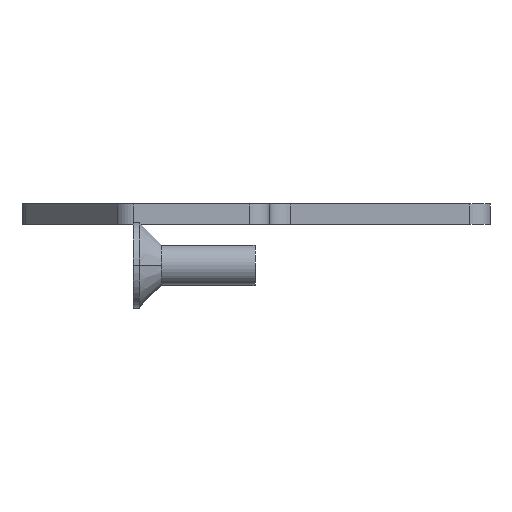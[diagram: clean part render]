
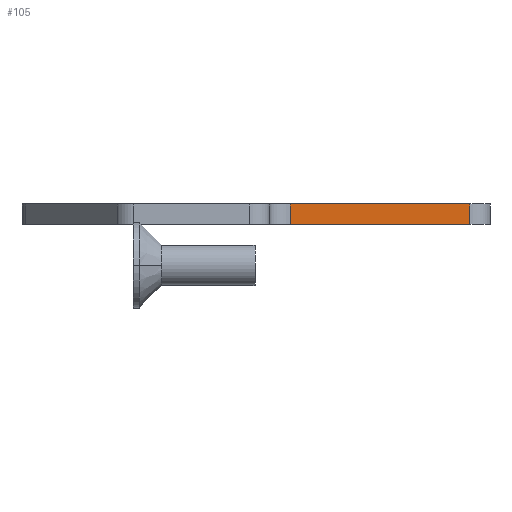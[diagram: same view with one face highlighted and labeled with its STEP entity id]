
A CAD part, left-side view. The second image highlights one B-rep face of the part: STEP entity #105.
In plain terms, the highlighted planar face has unit normal (-1, 0, 0).
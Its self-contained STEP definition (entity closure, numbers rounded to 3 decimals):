
#80 = EDGE_CURVE ( 'NONE', #87, #573, #660, .T. ) ;
#87 = VERTEX_POINT ( 'NONE', #1636 ) ;
#105 = ADVANCED_FACE ( 'NONE', ( #221 ), #1026, .F. ) ;
#142 = DIRECTION ( 'NONE',  ( 0., 0., -1. ) ) ;
#178 = VECTOR ( 'NONE', #1342, 1000. ) ;
#221 = FACE_OUTER_BOUND ( 'NONE', #982, .T. ) ;
#275 = EDGE_CURVE ( 'NONE', #87, #1376, #892, .T. ) ;
#437 = CARTESIAN_POINT ( 'NONE',  ( 34.4, 0., 13.8 ) ) ;
#508 = LINE ( 'NONE', #1315, #810 ) ;
#528 = CARTESIAN_POINT ( 'NONE',  ( 34.4, 2., 16. ) ) ;
#573 = VERTEX_POINT ( 'NONE', #1247 ) ;
#660 = LINE ( 'NONE', #715, #178 ) ;
#664 = AXIS2_PLACEMENT_3D ( 'NONE', #437, #870, #1321 ) ;
#715 = CARTESIAN_POINT ( 'NONE',  ( 34.4, 0., 14. ) ) ;
#724 = ORIENTED_EDGE ( 'NONE', *, *, #80, .F. ) ;
#765 = CARTESIAN_POINT ( 'NONE',  ( 34.4, 19.7, 14. ) ) ;
#810 = VECTOR ( 'NONE', #1484, 1000. ) ;
#870 = DIRECTION ( 'NONE',  ( 1., 0., 0. ) ) ;
#889 = CARTESIAN_POINT ( 'NONE',  ( 34.4, 19.7, 16. ) ) ;
#892 = LINE ( 'NONE', #1082, #1785 ) ;
#982 = EDGE_LOOP ( 'NONE', ( #1210, #1523, #724, #1746 ) ) ;
#1021 = LINE ( 'NONE', #765, #1606 ) ;
#1026 = PLANE ( 'NONE',  #664 ) ;
#1082 = CARTESIAN_POINT ( 'NONE',  ( 34.4, 2., 13.8 ) ) ;
#1137 = EDGE_CURVE ( 'NONE', #1617, #573, #1021, .T. ) ;
#1210 = ORIENTED_EDGE ( 'NONE', *, *, #1573, .T. ) ;
#1247 = CARTESIAN_POINT ( 'NONE',  ( 34.4, 19.7, 14. ) ) ;
#1315 = CARTESIAN_POINT ( 'NONE',  ( 34.4, 0., 16. ) ) ;
#1321 = DIRECTION ( 'NONE',  ( 0., 0., -1. ) ) ;
#1342 = DIRECTION ( 'NONE',  ( 0., 1., 0. ) ) ;
#1376 = VERTEX_POINT ( 'NONE', #528 ) ;
#1484 = DIRECTION ( 'NONE',  ( 0., 1., 0. ) ) ;
#1523 = ORIENTED_EDGE ( 'NONE', *, *, #1137, .T. ) ;
#1573 = EDGE_CURVE ( 'NONE', #1376, #1617, #508, .T. ) ;
#1606 = VECTOR ( 'NONE', #142, 1000. ) ;
#1617 = VERTEX_POINT ( 'NONE', #889 ) ;
#1636 = CARTESIAN_POINT ( 'NONE',  ( 34.4, 2., 14. ) ) ;
#1746 = ORIENTED_EDGE ( 'NONE', *, *, #275, .T. ) ;
#1785 = VECTOR ( 'NONE', #1852, 1000. ) ;
#1852 = DIRECTION ( 'NONE',  ( 0., 0., 1. ) ) ;
